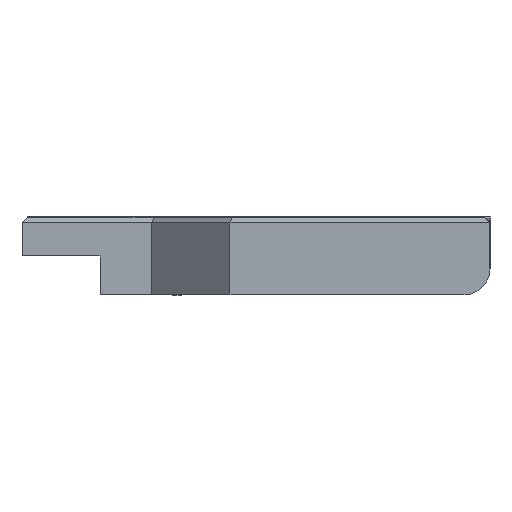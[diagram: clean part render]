
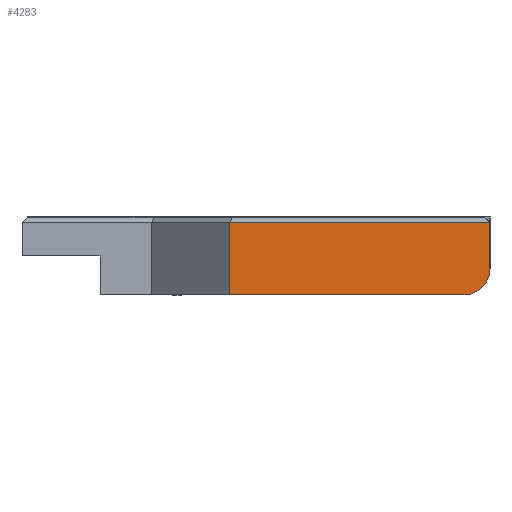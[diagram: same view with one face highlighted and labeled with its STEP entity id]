
A CAD part, left-side view. The second image highlights one B-rep face of the part: STEP entity #4283.
In plain terms, the highlighted planar face has unit normal (-1, 0, 0).
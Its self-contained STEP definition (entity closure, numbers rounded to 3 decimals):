
#158=PLANE('',#4560);
#605=FACE_OUTER_BOUND('',#868,.T.);
#868=EDGE_LOOP('',(#3965,#3966,#3967,#3968,#3969));
#960=CIRCLE('',#4561,2.);
#993=LINE('',#5790,#1382);
#1011=LINE('',#5846,#1400);
#1022=LINE('',#5872,#1411);
#1353=LINE('',#8075,#1742);
#1382=VECTOR('',#4724,10.);
#1400=VECTOR('',#4772,10.);
#1411=VECTOR('',#4795,10.);
#1742=VECTOR('',#5470,10.);
#1812=VERTEX_POINT('',#5787);
#1813=VERTEX_POINT('',#5789);
#1835=VERTEX_POINT('',#5843);
#1836=VERTEX_POINT('',#5845);
#1845=VERTEX_POINT('',#5871);
#2232=EDGE_CURVE('',#1813,#1812,#993,.T.);
#2260=EDGE_CURVE('',#1835,#1836,#1011,.T.);
#2273=EDGE_CURVE('',#1845,#1835,#1022,.T.);
#2772=EDGE_CURVE('',#1845,#1813,#1353,.T.);
#2773=EDGE_CURVE('',#1812,#1836,#960,.T.);
#3965=ORIENTED_EDGE('',*,*,#2273,.F.);
#3966=ORIENTED_EDGE('',*,*,#2772,.T.);
#3967=ORIENTED_EDGE('',*,*,#2232,.T.);
#3968=ORIENTED_EDGE('',*,*,#2773,.T.);
#3969=ORIENTED_EDGE('',*,*,#2260,.F.);
#4283=ADVANCED_FACE('',(#605),#158,.F.);
#4560=AXIS2_PLACEMENT_3D('',#8074,#5468,#5469);
#4561=AXIS2_PLACEMENT_3D('',#8076,#5471,#5472);
#4724=DIRECTION('',(0.,-1.,0.));
#4772=DIRECTION('',(0.,0.,-1.));
#4795=DIRECTION('',(0.,-1.,0.));
#5468=DIRECTION('center_axis',(1.,0.,0.));
#5469=DIRECTION('ref_axis',(0.,-1.,0.));
#5470=DIRECTION('',(0.,0.,-1.));
#5471=DIRECTION('center_axis',(-1.,0.,0.));
#5472=DIRECTION('ref_axis',(0.,-0.707,-0.707));
#5787=CARTESIAN_POINT('',(-186.,-275.5,-6.));
#5789=CARTESIAN_POINT('',(-186.,-257.5,-6.));
#5790=CARTESIAN_POINT('',(-186.,-257.5,-6.));
#5843=CARTESIAN_POINT('',(-186.,-277.5,-0.4));
#5845=CARTESIAN_POINT('',(-186.,-277.5,-4.));
#5846=CARTESIAN_POINT('',(-186.,-277.5,0.));
#5871=CARTESIAN_POINT('',(-186.,-257.5,-0.4));
#5872=CARTESIAN_POINT('',(-186.,-261.506,-0.4));
#8074=CARTESIAN_POINT('Origin',(-186.,-257.5,0.));
#8075=CARTESIAN_POINT('',(-186.,-257.5,0.));
#8076=CARTESIAN_POINT('Origin',(-186.,-275.5,-4.));
